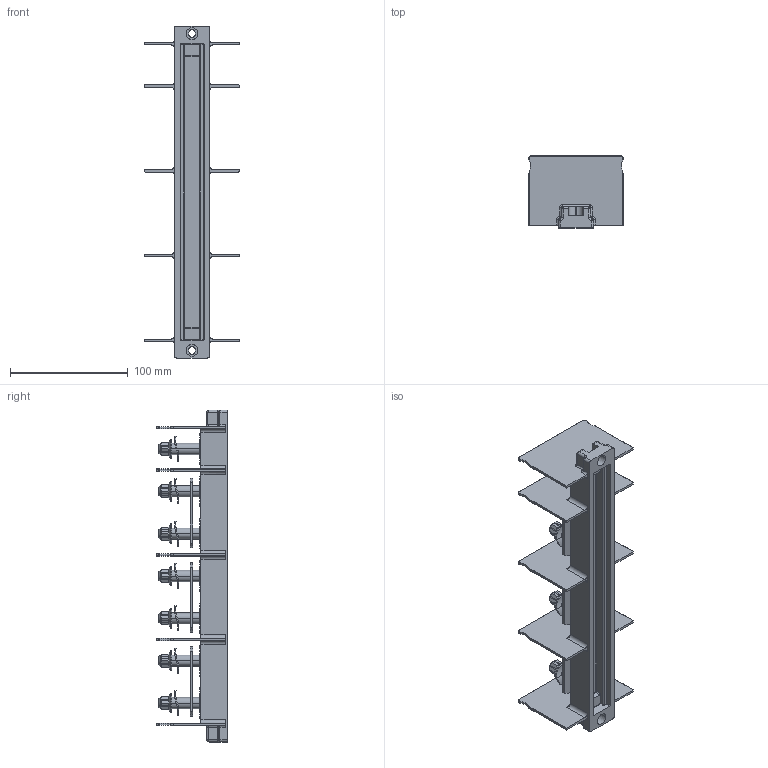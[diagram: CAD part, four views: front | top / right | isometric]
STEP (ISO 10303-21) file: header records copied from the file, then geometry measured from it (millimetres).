
FILE_DESCRIPTION((''),'2;1');
FILE_NAME('32429071002','2019-09-24T',('presta_be4'),(''),'PRO/ENGINEER BY PARAMETRIC TECHNOLOGY CORPORATION, 2014310','PRO/ENGINEER BY PARAMETRIC TECHNOLOGY CORPORATION, 2014310','');
FILE_SCHEMA(('CONFIG_CONTROL_DESIGN'));
Products named in the file (1): 32429071002
Bounding box: 80 x 60.8 x 282.2 mm (x, y, z)
Volume: 211714.1 mm3; surface area: 104366.5 mm2
Topology: 11 solids, 11 shells, 887 faces, 2280 edges, 1430 vertices
Faces by surface type: cylinder 356, plane 311, torus 106, cone 74, bspline 40
Entity records: 50711 total; most frequent: CARTESIAN_POINT 29880, ORIENTED_EDGE 4552, DIRECTION 4088, EDGE_CURVE 2276, AXIS2_PLACEMENT_3D 1551, VERTEX_POINT 1430, VECTOR 986, LINE 986
